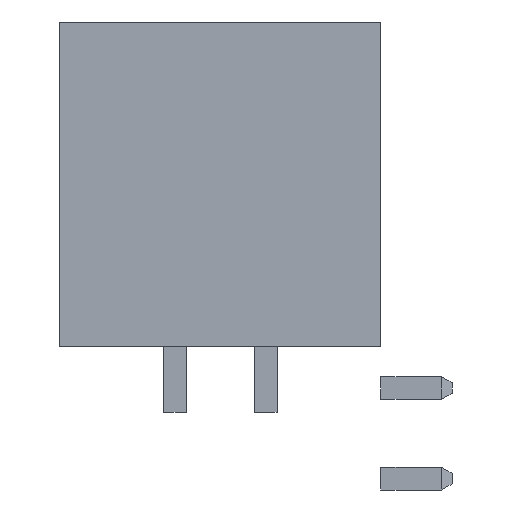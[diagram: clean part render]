
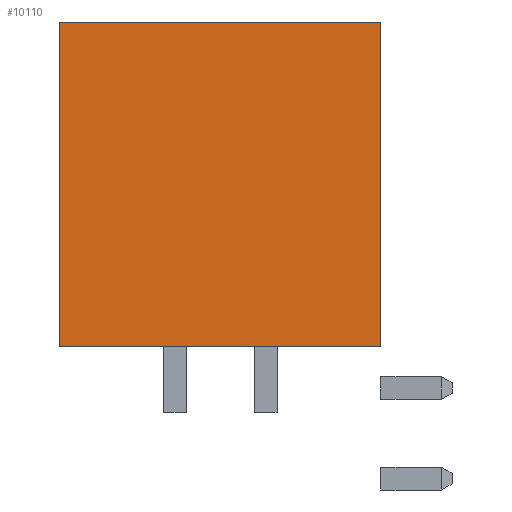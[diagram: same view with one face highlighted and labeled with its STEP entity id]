
A CAD part, left-side view. The second image highlights one B-rep face of the part: STEP entity #10110.
In plain terms, the highlighted planar face has unit normal (-1, 0, 0).
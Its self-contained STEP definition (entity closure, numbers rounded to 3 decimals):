
#10071 = CARTESIAN_POINT ( 'NONE',  ( -25.39, 0., 3.7 ) ) ;
#10072 = VERTEX_POINT ( 'NONE', #10071 ) ;
#10073 = CARTESIAN_POINT ( 'NONE',  ( -25.39, 0., 12.8 ) ) ;
#10074 = VERTEX_POINT ( 'NONE', #10073 ) ;
#10075 = CARTESIAN_POINT ( 'NONE',  ( -25.39, 0., 3.7 ) ) ;
#10076 = DIRECTION ( 'NONE',  ( 0., 0., 1. ) ) ;
#10077 = VECTOR ( 'NONE', #10076, 1000. ) ;
#10078 = LINE ( 'NONE', #10075, #10077 ) ;
#10079 = EDGE_CURVE ( 'NONE', #10072, #10074, #10078, .T. ) ;
#10080 = ORIENTED_EDGE ( 'NONE', *, *, #10079, .T. ) ;
#10081 = CARTESIAN_POINT ( 'NONE',  ( -25.39, 9., 12.8 ) ) ;
#10082 = VERTEX_POINT ( 'NONE', #10081 ) ;
#10083 = CARTESIAN_POINT ( 'NONE',  ( -25.39, 9., 12.8 ) ) ;
#10084 = DIRECTION ( 'NONE',  ( 0., -1., 0. ) ) ;
#10085 = VECTOR ( 'NONE', #10084, 1000. ) ;
#10086 = LINE ( 'NONE', #10083, #10085 ) ;
#10087 = EDGE_CURVE ( 'NONE', #10082, #10074, #10086, .T. ) ;
#10088 = ORIENTED_EDGE ( 'NONE', *, *, #10087, .F. ) ;
#10089 = CARTESIAN_POINT ( 'NONE',  ( -25.39, 9., 3.7 ) ) ;
#10090 = VERTEX_POINT ( 'NONE', #10089 ) ;
#10091 = CARTESIAN_POINT ( 'NONE',  ( -25.39, 9., 3.7 ) ) ;
#10092 = DIRECTION ( 'NONE',  ( 0., 0., 1. ) ) ;
#10093 = VECTOR ( 'NONE', #10092, 1000. ) ;
#10094 = LINE ( 'NONE', #10091, #10093 ) ;
#10095 = EDGE_CURVE ( 'NONE', #10090, #10082, #10094, .T. ) ;
#10096 = ORIENTED_EDGE ( 'NONE', *, *, #10095, .F. ) ;
#10097 = CARTESIAN_POINT ( 'NONE',  ( -25.39, 9., 3.7 ) ) ;
#10098 = DIRECTION ( 'NONE',  ( 0., -1., 0. ) ) ;
#10099 = VECTOR ( 'NONE', #10098, 1000. ) ;
#10100 = LINE ( 'NONE', #10097, #10099 ) ;
#10101 = EDGE_CURVE ( 'NONE', #10090, #10072, #10100, .T. ) ;
#10102 = ORIENTED_EDGE ( 'NONE', *, *, #10101, .T. ) ;
#10103 = EDGE_LOOP ( 'NONE', ( #10080, #10088, #10096, #10102 ) ) ;
#10104 = FACE_OUTER_BOUND ( 'NONE', #10103, .T. ) ;
#10105 = CARTESIAN_POINT ( 'NONE',  ( -25.39, 9., 3.7 ) ) ;
#10106 = DIRECTION ( 'NONE',  ( 1., 0., 0. ) ) ;
#10107 = DIRECTION ( 'NONE',  ( 0., 0., -1. ) ) ;
#10108 = AXIS2_PLACEMENT_3D ( 'NONE', #10105, #10106, #10107 ) ;
#10109 = PLANE ( 'NONE', #10108 ) ;
#10110 = ADVANCED_FACE ( 'NONE', ( #10104 ), #10109, .F. ) ;
